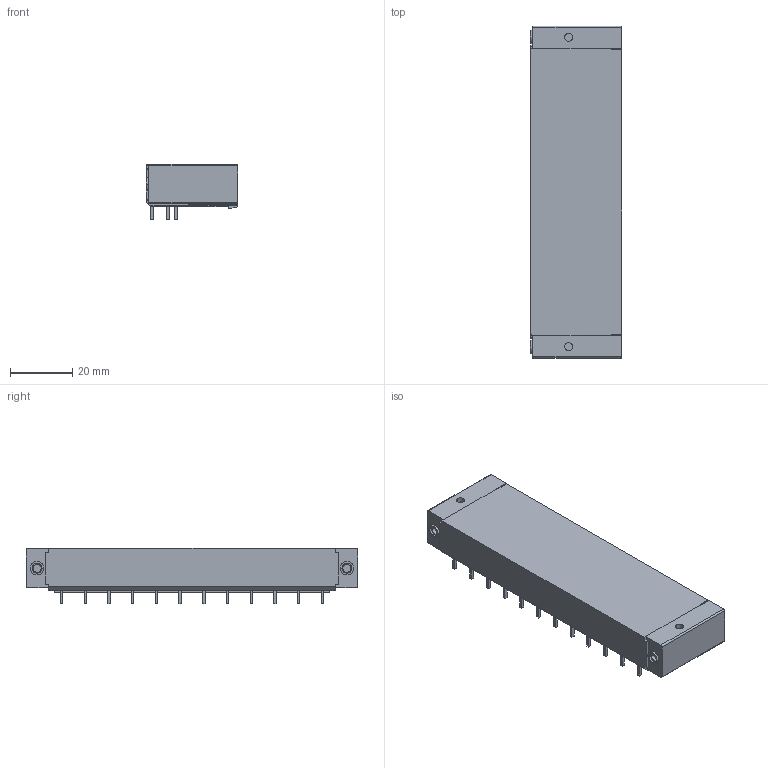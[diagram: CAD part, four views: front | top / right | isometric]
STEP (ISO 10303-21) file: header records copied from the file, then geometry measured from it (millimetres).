
FILE_DESCRIPTION((''),'2;1');
FILE_NAME('TLPHW-501RL','2024-09-12T14:04:11',('sheji'),(''),'CREO PARAMETRIC BY PTC INC, 2018100','CREO PARAMETRIC BY PTC INC, 2018100','');
FILE_SCHEMA(('CONFIG_CONTROL_DESIGN'));
Length unit declared in the file: millimetre
Products named in the file (1): TLPHW-501RL
Bounding box: 29.25 x 106.68 x 17.77 mm (x, y, z)
Volume: 27770.8 mm3; surface area: 20805.9 mm2
Topology: 1 solids, 1 shells, 1053 faces, 2911 edges, 1928 vertices
Faces by surface type: plane 796, cylinder 255, cone 2
Entity records: 33369 total; most frequent: CARTESIAN_POINT 5938, ORIENTED_EDGE 5822, DIRECTION 5511, EDGE_CURVE 2911, VECTOR 2397, LINE 2397, VERTEX_POINT 1928, AXIS2_PLACEMENT_3D 1557
